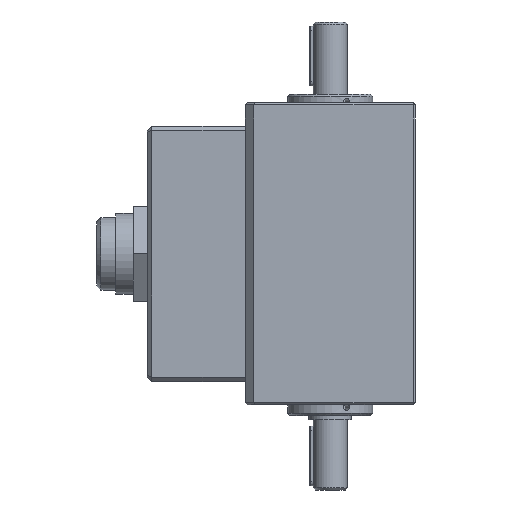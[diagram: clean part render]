
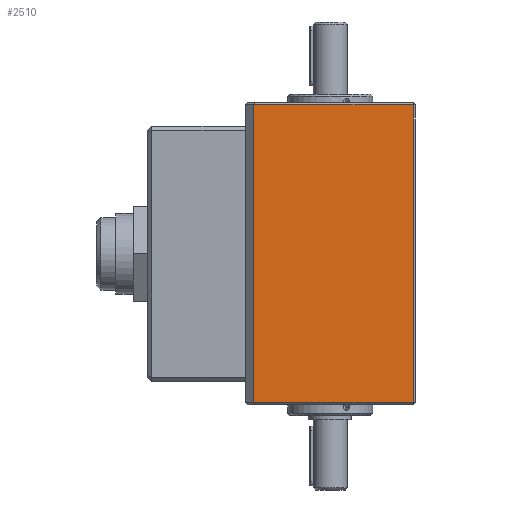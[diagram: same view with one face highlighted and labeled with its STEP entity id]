
A CAD part, front view. The second image highlights one B-rep face of the part: STEP entity #2510.
In plain terms, the highlighted face is planar.
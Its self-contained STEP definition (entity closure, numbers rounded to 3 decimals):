
#2510 = ADVANCED_FACE( '', ( #4959 ), #4960, .T. );
#4959 = FACE_OUTER_BOUND( '', #7453, .T. );
#4960 = PLANE( '', #7454 );
#7453 = EDGE_LOOP( '', ( #12232, #12233, #12234, #12235 ) );
#7454 = AXIS2_PLACEMENT_3D( '', #12236, #12237, #12238 );
#12232 = ORIENTED_EDGE( '', *, *, #15173, .T. );
#12233 = ORIENTED_EDGE( '', *, *, #13683, .T. );
#12234 = ORIENTED_EDGE( '', *, *, #14001, .T. );
#12235 = ORIENTED_EDGE( '', *, *, #13691, .T. );
#12236 = CARTESIAN_POINT( '', ( -20., -20., 71. ) );
#12237 = DIRECTION( '', ( -1., 0., 0. ) );
#12238 = DIRECTION( '', ( 0., 0., 1. ) );
#13683 = EDGE_CURVE( '', #15908, #15906, #15909, .T. );
#13691 = EDGE_CURVE( '', #15921, #15919, #15922, .T. );
#14001 = EDGE_CURVE( '', #15906, #15921, #16438, .T. );
#15173 = EDGE_CURVE( '', #15919, #15908, #18107, .T. );
#15906 = VERTEX_POINT( '', #18993 );
#15908 = VERTEX_POINT( '', #18996 );
#15909 = LINE( '', #18997, #18998 );
#15919 = VERTEX_POINT( '', #19010 );
#15921 = VERTEX_POINT( '', #19013 );
#15922 = LINE( '', #19014, #19015 );
#16438 = LINE( '', #19671, #19672 );
#18107 = LINE( '', #21954, #21955 );
#18993 = CARTESIAN_POINT( '', ( -20., 18., 0.5 ) );
#18996 = CARTESIAN_POINT( '', ( -20., 18., 70.5 ) );
#18997 = CARTESIAN_POINT( '', ( -20., 18., 71. ) );
#18998 = VECTOR( '', #22719, 1000. );
#19010 = CARTESIAN_POINT( '', ( -20., -19.5, 70.5 ) );
#19013 = CARTESIAN_POINT( '', ( -20., -19.5, 0.5 ) );
#19014 = CARTESIAN_POINT( '', ( -20., -19.5, 71. ) );
#19015 = VECTOR( '', #22729, 1000. );
#19671 = CARTESIAN_POINT( '', ( -20., -20., 0.5 ) );
#19672 = VECTOR( '', #23158, 1000. );
#21954 = CARTESIAN_POINT( '', ( -20., 20., 70.5 ) );
#21955 = VECTOR( '', #24531, 1000. );
#22719 = DIRECTION( '', ( 0., 0., -1. ) );
#22729 = DIRECTION( '', ( 0., 0., 1. ) );
#23158 = DIRECTION( '', ( 0., -1., 0. ) );
#24531 = DIRECTION( '', ( 0., 1., 0. ) );
